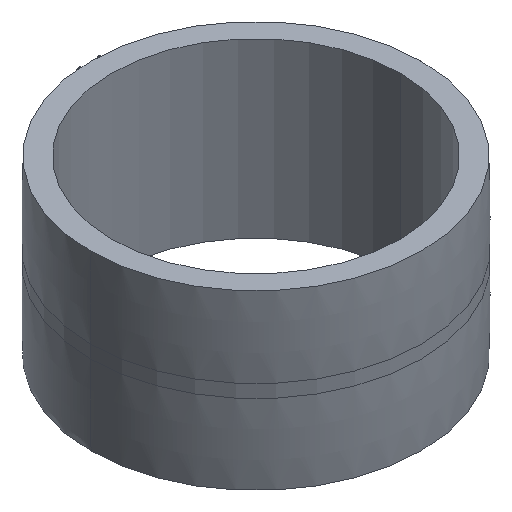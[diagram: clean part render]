
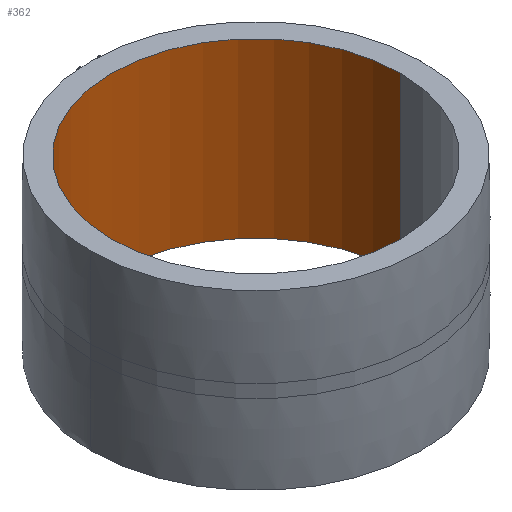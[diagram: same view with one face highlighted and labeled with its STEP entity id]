
A CAD part, isometric view. The second image highlights one B-rep face of the part: STEP entity #362.
In plain terms, the highlighted cylindrical face has radius 500 mm (diameter 1000 mm), a partial arc.
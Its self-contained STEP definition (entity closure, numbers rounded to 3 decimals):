
#19 = EDGE_CURVE ( 'NONE', #393, #1071, #1180, .T. ) ;
#32 = CARTESIAN_POINT ( 'NONE',  ( 500., 0., 0. ) ) ;
#104 = ORIENTED_EDGE ( 'NONE', *, *, #477, .T. ) ;
#207 = VERTEX_POINT ( 'NONE', #1582 ) ;
#267 = DIRECTION ( 'NONE',  ( 0., 0., 1. ) ) ;
#269 = CARTESIAN_POINT ( 'NONE',  ( 0., 0., 300. ) ) ;
#360 = ORIENTED_EDGE ( 'NONE', *, *, #943, .T. ) ;
#362 = ADVANCED_FACE ( 'NONE', ( #1454 ), #1576, .F. ) ;
#379 = LINE ( 'NONE', #32, #645 ) ;
#393 = VERTEX_POINT ( 'NONE', #474 ) ;
#422 = ORIENTED_EDGE ( 'NONE', *, *, #19, .F. ) ;
#457 = DIRECTION ( 'NONE',  ( 1., 0., 0. ) ) ;
#474 = CARTESIAN_POINT ( 'NONE',  ( -500., 0., -300. ) ) ;
#477 = EDGE_CURVE ( 'NONE', #691, #1071, #542, .T. ) ;
#537 = DIRECTION ( 'NONE',  ( 0., 0., 1. ) ) ;
#542 = CIRCLE ( 'NONE', #1419, 500. ) ;
#645 = VECTOR ( 'NONE', #856, 1000. ) ;
#646 = DIRECTION ( 'NONE',  ( 1., 0., 0. ) ) ;
#655 = CARTESIAN_POINT ( 'NONE',  ( -500., 0., 300. ) ) ;
#691 = VERTEX_POINT ( 'NONE', #1003 ) ;
#709 = EDGE_CURVE ( 'NONE', #207, #393, #966, .T. ) ;
#727 = EDGE_LOOP ( 'NONE', ( #422, #1055, #360, #104 ) ) ;
#765 = DIRECTION ( 'NONE',  ( 0., 0., 1. ) ) ;
#808 = VECTOR ( 'NONE', #537, 1000. ) ;
#856 = DIRECTION ( 'NONE',  ( 0., 0., 1. ) ) ;
#943 = EDGE_CURVE ( 'NONE', #207, #691, #379, .T. ) ;
#966 = CIRCLE ( 'NONE', #1293, 500. ) ;
#1003 = CARTESIAN_POINT ( 'NONE',  ( 500., 0., 300. ) ) ;
#1015 = AXIS2_PLACEMENT_3D ( 'NONE', #1235, #1116, #457 ) ;
#1055 = ORIENTED_EDGE ( 'NONE', *, *, #709, .F. ) ;
#1071 = VERTEX_POINT ( 'NONE', #655 ) ;
#1116 = DIRECTION ( 'NONE',  ( 0., 0., 1. ) ) ;
#1159 = CARTESIAN_POINT ( 'NONE',  ( -500., 0., 0. ) ) ;
#1180 = LINE ( 'NONE', #1159, #808 ) ;
#1235 = CARTESIAN_POINT ( 'NONE',  ( 0., 0., 0. ) ) ;
#1241 = CARTESIAN_POINT ( 'NONE',  ( 0., 0., -300. ) ) ;
#1293 = AXIS2_PLACEMENT_3D ( 'NONE', #1241, #267, #1481 ) ;
#1419 = AXIS2_PLACEMENT_3D ( 'NONE', #269, #765, #646 ) ;
#1454 = FACE_OUTER_BOUND ( 'NONE', #727, .T. ) ;
#1481 = DIRECTION ( 'NONE',  ( 1., 0., 0. ) ) ;
#1576 = CYLINDRICAL_SURFACE ( 'NONE', #1015, 500. ) ;
#1582 = CARTESIAN_POINT ( 'NONE',  ( 500., 0., -300. ) ) ;
